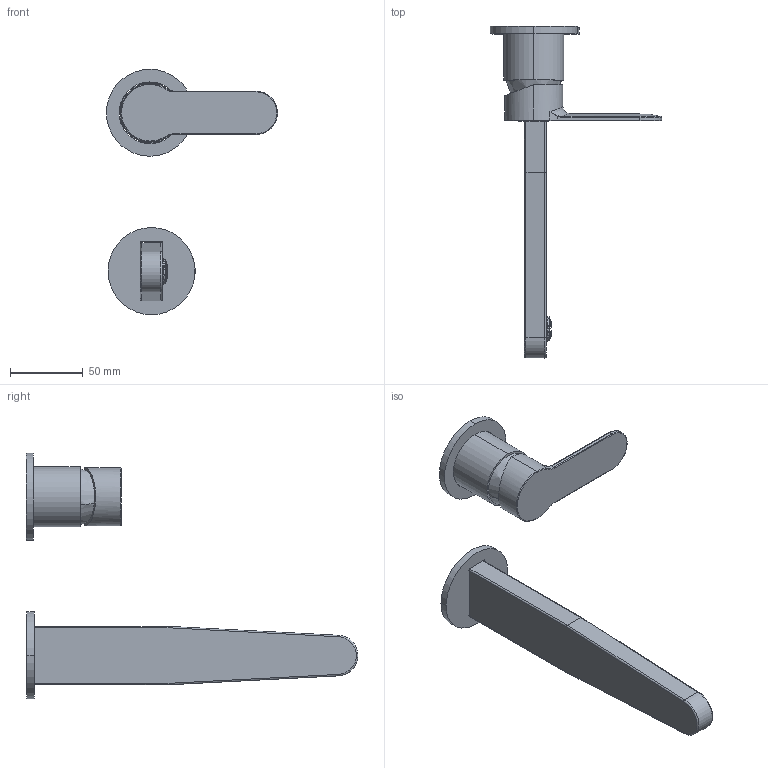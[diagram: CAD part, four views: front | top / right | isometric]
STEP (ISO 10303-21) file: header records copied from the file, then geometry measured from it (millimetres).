
FILE_DESCRIPTION (( 'STEP AP214' ), '1' );
FILE_NAME ('27034.STEP', '2023-10-13T15:19:37', ( '' ), ( '' ), 'SwSTEP 2.0', 'SolidWorks 2018', '' );
FILE_SCHEMA (( 'AUTOMOTIVE_DESIGN' ));
Length unit declared in the file: millimetre
Products named in the file (1): 27034
Bounding box: 117.95 x 228.52 x 169.05 mm (x, y, z)
Surface area: 56491.2 mm2 (no closed solid volume)
Topology: 0 solids, 7 shells, 356 faces, 1251 edges, 888 vertices
Faces by surface type: plane 267, cylinder 47, torus 21, bspline 11, cone 8, sphere 2
Entity records: 19067 total; most frequent: CARTESIAN_POINT 5513, ORIENTED_EDGE 1899, DIRECTION 1634, EDGE_CURVE 1244, VERTEX_POINT 888, VECTOR 664, LINE 664, AXIS2_PLACEMENT_3D 485
